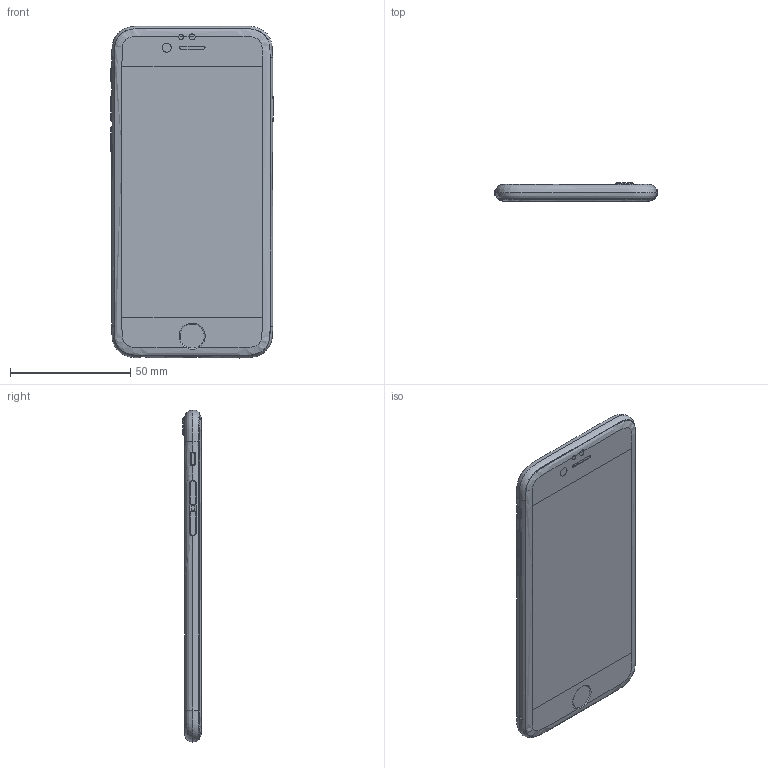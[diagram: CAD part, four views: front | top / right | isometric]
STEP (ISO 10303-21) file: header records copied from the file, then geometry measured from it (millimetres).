
FILE_DESCRIPTION(FILE_NAME(/* name */ 'iphone6.stp',/* time_stamp */ '2014-10-02T18:04:30-06:00',);
FILE_NAME(/* name */ 'iphone6.stp',/* time_stamp */ '2014-10-02T18:04:30-06:00',);
FILE_SCHEMA (('AP203_CONFIGURATION_CONTROLLED_3D_DESIGN_OF_MECHANICAL_PARTS_AND_ASSEMBLIES_MIM_LF { 1 0 10303 403 2 1 2}'));
Length unit declared in the file: millimetre
Products named in the file (1): Evan168077B8udei
Bounding box: 67.7 x 7.67 x 138.14 mm (x, y, z)
Volume: 60962.8 mm3; surface area: 20367.9 mm2
Topology: 1 solids, 1 shells, 143 faces, 366 edges, 230 vertices
Faces by surface type: plane 68, cylinder 32, bspline 27, cone 12, extrusion 4
Full cylindrical faces by diameter (mm): 1 x1, 1.5 x7, 1.6 x1, 4.04 x1, 4.11 x1, 7.2 x1
Entity records: 14862 total; most frequent: CARTESIAN_POINT 11812, ORIENTED_EDGE 676, DIRECTION 476, EDGE_CURVE 338, VERTEX_POINT 217, AXIS2_PLACEMENT_3D 181, B_SPLINE_CURVE_WITH_KNOTS 164, EDGE_LOOP 163
